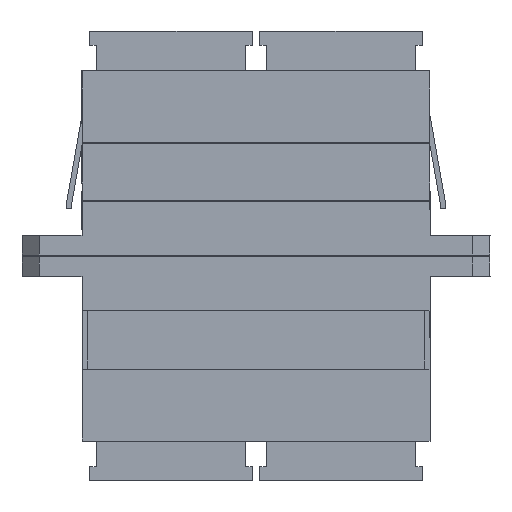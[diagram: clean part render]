
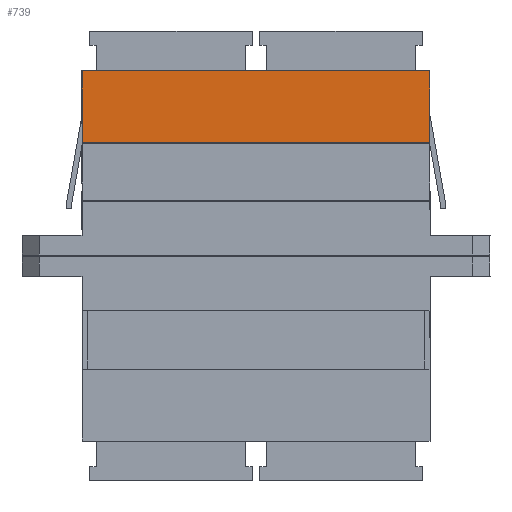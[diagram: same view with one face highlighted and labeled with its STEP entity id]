
A CAD part, top view. The second image highlights one B-rep face of the part: STEP entity #739.
In plain terms, the highlighted planar face has unit normal (0, 0, 1).
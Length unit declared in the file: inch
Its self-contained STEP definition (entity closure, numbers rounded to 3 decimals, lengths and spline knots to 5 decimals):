
#631 = EDGE_CURVE ( 'NONE', #641, #632, #3934, .T. ) ;
#632 = VERTEX_POINT ( 'NONE', #3930 ) ;
#641 = VERTEX_POINT ( 'NONE', #3977 ) ;
#720 = EDGE_CURVE ( 'NONE', #723, #641, #4096, .T. ) ;
#723 = VERTEX_POINT ( 'NONE', #4088 ) ;
#739 = ADVANCED_FACE ( 'NONE', ( #4131 ), #4130, .F. ) ;
#740 = EDGE_LOOP ( 'NONE', ( #741, #756, #758, #759 ) ) ;
#741 = ORIENTED_EDGE ( 'NONE', *, *, #754, .T. ) ;
#754 = EDGE_CURVE ( 'NONE', #723, #755, #4168, .T. ) ;
#755 = VERTEX_POINT ( 'NONE', #4164 ) ;
#756 = ORIENTED_EDGE ( 'NONE', *, *, #757, .F. ) ;
#757 = EDGE_CURVE ( 'NONE', #632, #755, #4163, .T. ) ;
#758 = ORIENTED_EDGE ( 'NONE', *, *, #631, .F. ) ;
#759 = ORIENTED_EDGE ( 'NONE', *, *, #720, .F. ) ;
#3930 = CARTESIAN_POINT ( 'NONE',  ( 0.5075, 0.33, 0.1825 ) ) ;
#3931 = DIRECTION ( 'NONE',  ( 0., -1., 0. ) ) ;
#3932 = VECTOR ( 'NONE', #3931, 39.37008 ) ;
#3933 = CARTESIAN_POINT ( 'NONE',  ( 0.5075, 0.54, 0.1825 ) ) ;
#3934 = LINE ( 'NONE', #3933, #3932 ) ;
#3977 = CARTESIAN_POINT ( 'NONE',  ( 0.5075, 0.54, 0.1825 ) ) ;
#4088 = CARTESIAN_POINT ( 'NONE',  ( -0.5075, 0.54, 0.1825 ) ) ;
#4093 = DIRECTION ( 'NONE',  ( 1., 0., 0. ) ) ;
#4094 = VECTOR ( 'NONE', #4093, 39.37008 ) ;
#4095 = CARTESIAN_POINT ( 'NONE',  ( -0.5075, 0.54, 0.1825 ) ) ;
#4096 = LINE ( 'NONE', #4095, #4094 ) ;
#4126 = DIRECTION ( 'NONE',  ( -1., 0., 0. ) ) ;
#4127 = DIRECTION ( 'NONE',  ( 0., 0., -1. ) ) ;
#4128 = CARTESIAN_POINT ( 'NONE',  ( -0.6825, 0.06, 0.1825 ) ) ;
#4129 = AXIS2_PLACEMENT_3D ( 'NONE', #4128, #4127, #4126 ) ;
#4130 = PLANE ( 'NONE',  #4129 ) ;
#4131 = FACE_OUTER_BOUND ( 'NONE', #740, .T. ) ;
#4160 = DIRECTION ( 'NONE',  ( -1., 0., 0. ) ) ;
#4161 = VECTOR ( 'NONE', #4160, 39.37008 ) ;
#4162 = CARTESIAN_POINT ( 'NONE',  ( 0.5075, 0.33, 0.1825 ) ) ;
#4163 = LINE ( 'NONE', #4162, #4161 ) ;
#4164 = CARTESIAN_POINT ( 'NONE',  ( -0.5075, 0.33, 0.1825 ) ) ;
#4165 = DIRECTION ( 'NONE',  ( 0., -1., 0. ) ) ;
#4166 = VECTOR ( 'NONE', #4165, 39.37008 ) ;
#4167 = CARTESIAN_POINT ( 'NONE',  ( -0.5075, 0.54, 0.1825 ) ) ;
#4168 = LINE ( 'NONE', #4167, #4166 ) ;
